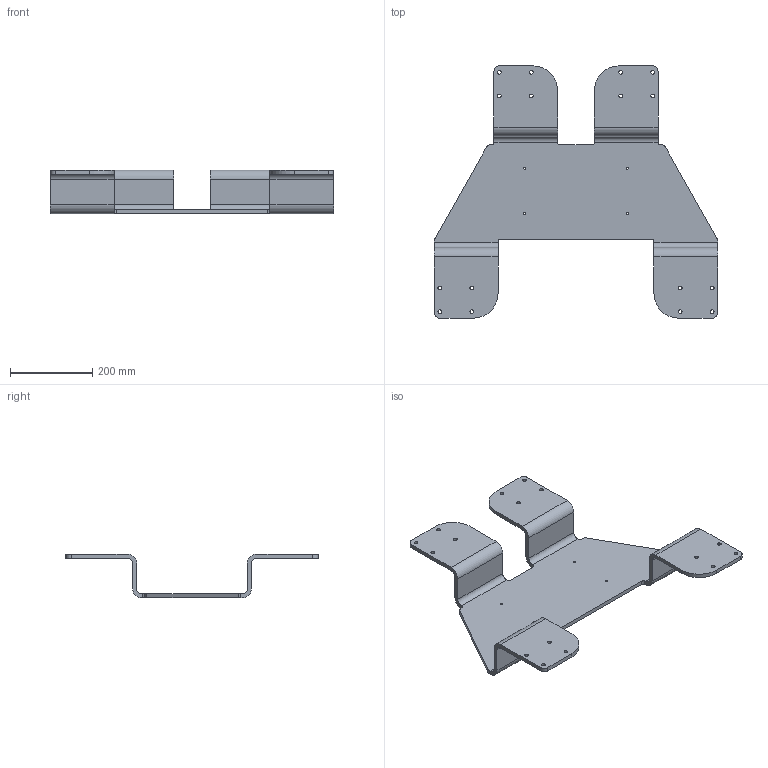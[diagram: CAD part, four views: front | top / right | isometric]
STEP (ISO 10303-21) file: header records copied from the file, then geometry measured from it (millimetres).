
FILE_DESCRIPTION(('STEP AP203'),'1');
FILE_NAME('02_C_chariot_mode_pliage.step','2022-02-17T13:57:50',(' '),(' '),'Spatial InterOp 3D',' ',' ');
FILE_SCHEMA(('CONFIG_CONTROL_DESIGN'));
Length unit declared in the file: millimetre
Products named in the file (1): 1
Bounding box: 690 x 615 x 107 mm (x, y, z)
Volume: 2943983.9 mm3; surface area: 630950.3 mm2
Topology: 1 solids, 1 shells, 90 faces, 264 edges, 176 vertices
Faces by surface type: cylinder 54, plane 36
Full cylindrical faces by diameter (mm): 5 x4, 9 x16
Entity records: 3060 total; most frequent: DIRECTION 534, CARTESIAN_POINT 511, ORIENTED_EDGE 488, EDGE_CURVE 244, AXIS2_PLACEMENT_3D 199, VERTEX_POINT 176, EDGE_LOOP 150, LINE 136
